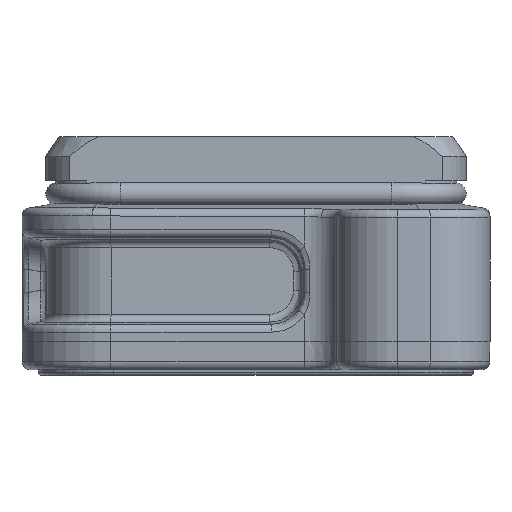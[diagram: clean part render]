
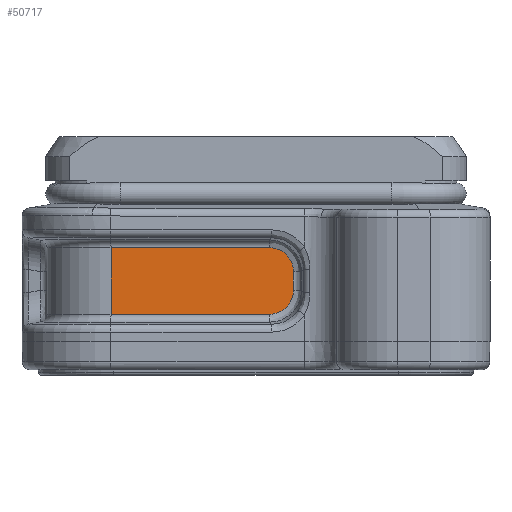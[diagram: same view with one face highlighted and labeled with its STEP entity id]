
A CAD part, left-side view. The second image highlights one B-rep face of the part: STEP entity #50717.
In plain terms, the highlighted planar face has unit normal (-1, 0.009, 0).
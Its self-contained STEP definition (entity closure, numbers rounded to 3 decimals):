
#444 = CARTESIAN_POINT ( 'NONE',  ( -51.308, 17.97, -3.786 ) ) ;
#527 = CARTESIAN_POINT ( 'NONE',  ( -51.48, -1.687, -3.786 ) ) ;
#1223 = EDGE_CURVE ( 'NONE', #5678, #45720, #33821, .T. ) ;
#1365 = ORIENTED_EDGE ( 'NONE', *, *, #16249, .T. ) ;
#1412 = CARTESIAN_POINT ( 'NONE',  ( -51.308, 17.97, -12.014 ) ) ;
#1957 = CARTESIAN_POINT ( 'NONE',  ( -51.506, -4.641, -6.74 ) ) ;
#2186 = LINE ( 'NONE', #14277, #43499 ) ;
#3428 = CARTESIAN_POINT ( 'NONE',  ( -51.479, -1.541, -12.014 ) ) ;
#3507 = ORIENTED_EDGE ( 'NONE', *, *, #12987, .F. ) ;
#5554 = VERTEX_POINT ( 'NONE', #1412 ) ;
#5678 = VERTEX_POINT ( 'NONE', #35466 ) ;
#6972 = VERTEX_POINT ( 'NONE', #444 ) ;
#7613 = CARTESIAN_POINT ( 'NONE',  ( -51.495, -3.428, -3.786 ) ) ;
#8337 = VERTEX_POINT ( 'NONE', #35546 ) ;
#10808 = EDGE_CURVE ( 'NONE', #5554, #8337, #48228, .T. ) ;
#12082 = AXIS2_PLACEMENT_3D ( 'NONE', #38464, #50262, #21571 ) ;
#12686 = ORIENTED_EDGE ( 'NONE', *, *, #1223, .T. ) ;
#12987 = EDGE_CURVE ( 'NONE', #5554, #6972, #2186, .T. ) ;
#13430 = DIRECTION ( 'NONE',  ( 0., 0., 1. ) ) ;
#14277 = CARTESIAN_POINT ( 'NONE',  ( -51.308, 17.97, -2.4 ) ) ;
#14802 = DIRECTION ( 'NONE',  ( 0., 0., 1. ) ) ;
#16249 = EDGE_CURVE ( 'NONE', #8337, #5678, #31349, .T. ) ;
#17159 = VECTOR ( 'NONE', #40680, 1000. ) ;
#21571 = DIRECTION ( 'NONE',  ( 0., 0., -1. ) ) ;
#23025 = CARTESIAN_POINT ( 'NONE',  ( -51.506, -4.641, -10.801 ) ) ;
#23408 = VECTOR ( 'NONE', #13430, 1000. ) ;
#24256 = CARTESIAN_POINT ( 'NONE',  ( -51.506, -4.641, -4.999 ) ) ;
#26367 = PLANE ( 'NONE',  #12082 ) ;
#27310 = ORIENTED_EDGE ( 'NONE', *, *, #45395, .T. ) ;
#30195 = EDGE_LOOP ( 'NONE', ( #27310, #32329, #3507, #43468, #1365, #12686 ) ) ;
#31101 = CARTESIAN_POINT ( 'NONE',  ( -51.48, -1.687, -12.014 ) ) ;
#31349 =( BOUNDED_CURVE ( )  B_SPLINE_CURVE ( 3, ( #31101, #43415, #23025, #48233 ),
 .UNSPECIFIED., .F., .T. ) 
 B_SPLINE_CURVE_WITH_KNOTS ( ( 4, 4 ),
 ( 5.513, 7.054 ),
 .UNSPECIFIED. ) 
 CURVE ( )  GEOMETRIC_REPRESENTATION_ITEM ( )  RATIONAL_B_SPLINE_CURVE ( ( 1., 0.812, 0.812, 1. ) ) 
 REPRESENTATION_ITEM ( '' )  );
#31793 = CARTESIAN_POINT ( 'NONE',  ( -51.506, -4.641, -6.74 ) ) ;
#32329 = ORIENTED_EDGE ( 'NONE', *, *, #48704, .T. ) ;
#32366 = CARTESIAN_POINT ( 'NONE',  ( -51.308, 17.97, -3.786 ) ) ;
#33821 = LINE ( 'NONE', #50161, #23408 ) ;
#35466 = CARTESIAN_POINT ( 'NONE',  ( -51.506, -4.641, -9.06 ) ) ;
#35546 = CARTESIAN_POINT ( 'NONE',  ( -51.48, -1.687, -12.014 ) ) ;
#38387 = VECTOR ( 'NONE', #51467, 1000. ) ;
#38464 = CARTESIAN_POINT ( 'NONE',  ( -51.308, 17.97, -2.4 ) ) ;
#39835 = CARTESIAN_POINT ( 'NONE',  ( -51.48, -1.687, -3.786 ) ) ;
#40680 = DIRECTION ( 'NONE',  ( 0.009, 1., 0. ) ) ;
#41198 = LINE ( 'NONE', #32366, #17159 ) ;
#42747 = FACE_OUTER_BOUND ( 'NONE', #30195, .T. ) ;
#43415 = CARTESIAN_POINT ( 'NONE',  ( -51.495, -3.428, -12.014 ) ) ;
#43468 = ORIENTED_EDGE ( 'NONE', *, *, #10808, .T. ) ;
#43499 = VECTOR ( 'NONE', #14802, 1000. ) ;
#45395 = EDGE_CURVE ( 'NONE', #45720, #50931, #51950, .T. ) ;
#45720 = VERTEX_POINT ( 'NONE', #1957 ) ;
#48228 = LINE ( 'NONE', #3428, #38387 ) ;
#48233 = CARTESIAN_POINT ( 'NONE',  ( -51.506, -4.641, -9.06 ) ) ;
#48704 = EDGE_CURVE ( 'NONE', #50931, #6972, #41198, .T. ) ;
#50161 = CARTESIAN_POINT ( 'NONE',  ( -51.506, -4.641, -6.886 ) ) ;
#50262 = DIRECTION ( 'NONE',  ( 1., -0.009, 0. ) ) ;
#50717 = ADVANCED_FACE ( 'NONE', ( #42747 ), #26367, .F. ) ;
#50931 = VERTEX_POINT ( 'NONE', #527 ) ;
#51467 = DIRECTION ( 'NONE',  ( -0.009, -1., 0. ) ) ;
#51950 =( BOUNDED_CURVE ( )  B_SPLINE_CURVE ( 3, ( #31793, #24256, #7613, #39835 ),
 .UNSPECIFIED., .F., .F. ) 
 B_SPLINE_CURVE_WITH_KNOTS ( ( 4, 4 ),
 ( 5.513, 7.054 ),
 .UNSPECIFIED. ) 
 CURVE ( )  GEOMETRIC_REPRESENTATION_ITEM ( )  RATIONAL_B_SPLINE_CURVE ( ( 1., 0.812, 0.812, 1. ) ) 
 REPRESENTATION_ITEM ( '' )  );
